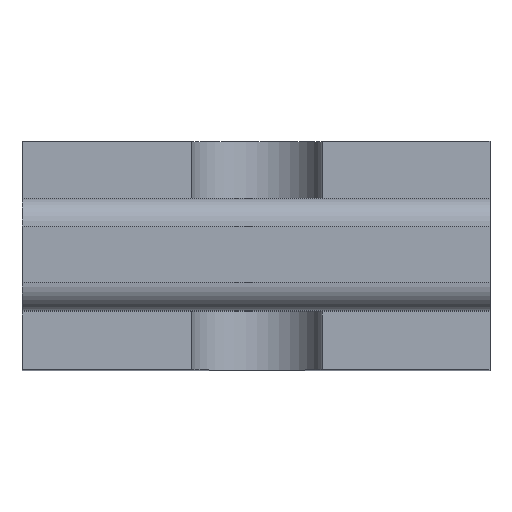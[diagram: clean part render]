
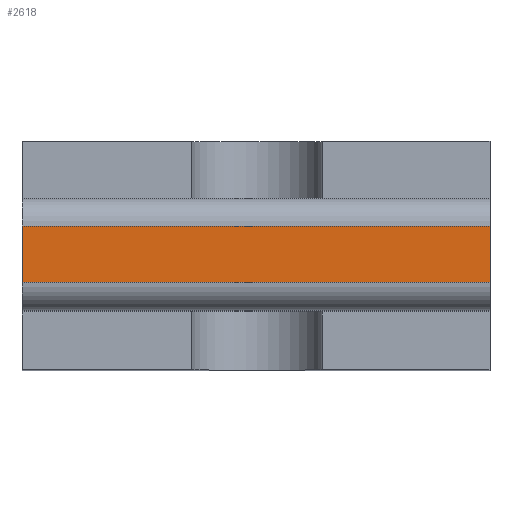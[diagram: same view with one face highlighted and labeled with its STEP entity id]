
A CAD part, top view. The second image highlights one B-rep face of the part: STEP entity #2618.
In plain terms, the highlighted face is planar.
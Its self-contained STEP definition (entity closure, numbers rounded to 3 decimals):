
#2583 = VERTEX_POINT('',#2584);
#2584 = CARTESIAN_POINT('',(0.,13.7,-0.922));
#2591 = EDGE_CURVE('',#2583,#2592,#2594,.T.);
#2592 = VERTEX_POINT('',#2593);
#2593 = CARTESIAN_POINT('',(-5.,13.7,-0.922));
#2594 = LINE('',#2595,#2596);
#2595 = CARTESIAN_POINT('',(-5.,13.7,-0.922));
#2596 = VECTOR('',#2597,1.);
#2597 = DIRECTION('',(-1.,0.,0.));
#2618 = ADVANCED_FACE('',(#2619),#2644,.T.);
#2619 = FACE_BOUND('',#2620,.T.);
#2620 = EDGE_LOOP('',(#2621,#2622,#2630,#2638));
#2621 = ORIENTED_EDGE('',*,*,#2591,.F.);
#2622 = ORIENTED_EDGE('',*,*,#2623,.T.);
#2623 = EDGE_CURVE('',#2583,#2624,#2626,.T.);
#2624 = VERTEX_POINT('',#2625);
#2625 = CARTESIAN_POINT('',(0.,13.7,-1.522));
#2626 = LINE('',#2627,#2628);
#2627 = CARTESIAN_POINT('',(0.,13.7,-1.172));
#2628 = VECTOR('',#2629,1.);
#2629 = DIRECTION('',(0.,0.,-1.));
#2630 = ORIENTED_EDGE('',*,*,#2631,.F.);
#2631 = EDGE_CURVE('',#2632,#2624,#2634,.T.);
#2632 = VERTEX_POINT('',#2633);
#2633 = CARTESIAN_POINT('',(-5.,13.7,-1.522));
#2634 = LINE('',#2635,#2636);
#2635 = CARTESIAN_POINT('',(-5.,13.7,-1.522));
#2636 = VECTOR('',#2637,1.);
#2637 = DIRECTION('',(1.,0.,0.));
#2638 = ORIENTED_EDGE('',*,*,#2639,.F.);
#2639 = EDGE_CURVE('',#2592,#2632,#2640,.T.);
#2640 = LINE('',#2641,#2642);
#2641 = CARTESIAN_POINT('',(-5.,13.7,-1.172));
#2642 = VECTOR('',#2643,1.);
#2643 = DIRECTION('',(0.,0.,-1.));
#2644 = PLANE('',#2645);
#2645 = AXIS2_PLACEMENT_3D('',#2646,#2647,#2648);
#2646 = CARTESIAN_POINT('',(-5.,13.7,-0.922));
#2647 = DIRECTION('',(0.,1.,0.));
#2648 = DIRECTION('',(0.,-0.,1.));
